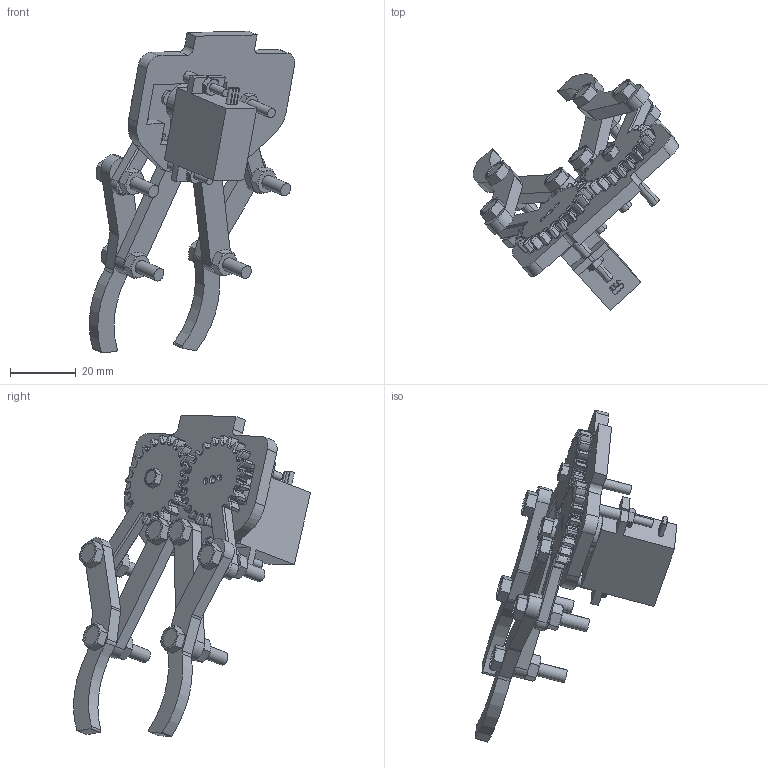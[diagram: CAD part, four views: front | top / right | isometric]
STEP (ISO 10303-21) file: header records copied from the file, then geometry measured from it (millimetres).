
FILE_DESCRIPTION (( 'STEP AP203' ), '1' );
FILE_NAME ('EF assembly.._Default_sldprt.STEP', '2024-05-13T12:07:54', ( '' ), ( '' ), 'SwSTEP 2.0', 'SolidWorks 2023', '' );
FILE_SCHEMA (( 'CONFIG_CONTROL_DESIGN' ));
Length unit declared in the file: millimetre
Products named in the file (1): EF assembly.._Default_sldprt
Bounding box: 62.29 x 71.85 x 97.44 mm (x, y, z)
Volume: 28264 mm3; surface area: 21714.6 mm2
Topology: 29 solids, 29 shells, 1559 faces, 3684 edges, 2200 vertices
Faces by surface type: cone 744, cylinder 483, plane 324, torus 4, sphere 4
Entity records: 45625 total; most frequent: CARTESIAN_POINT 9260, DIRECTION 8112, ORIENTED_EDGE 7368, EDGE_CURVE 3684, AXIS2_PLACEMENT_3D 3338, VERTEX_POINT 2200, CIRCLE 1778, EDGE_LOOP 1644
